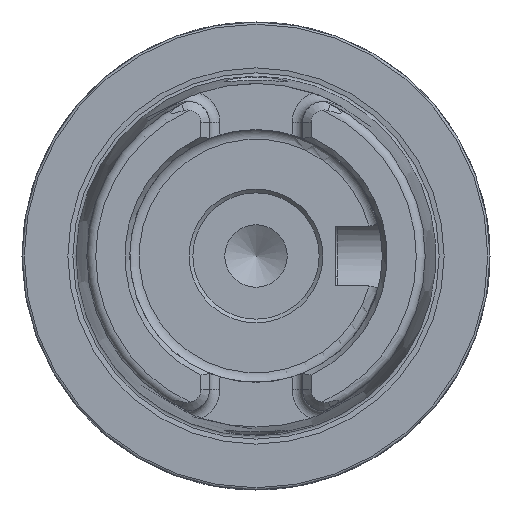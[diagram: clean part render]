
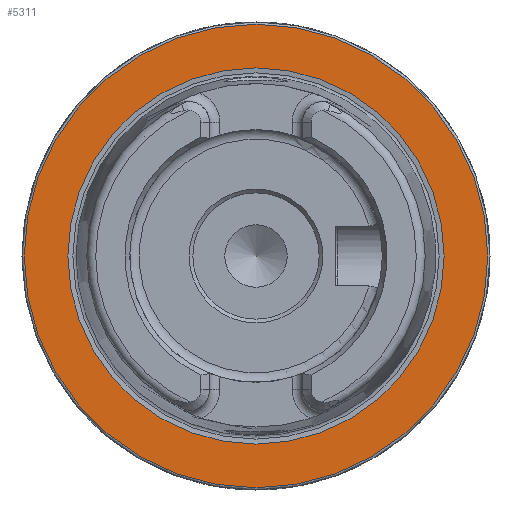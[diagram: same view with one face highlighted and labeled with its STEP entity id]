
A CAD part, left-side view. The second image highlights one B-rep face of the part: STEP entity #5311.
In plain terms, the highlighted planar face has unit normal (-1, 0, 0).
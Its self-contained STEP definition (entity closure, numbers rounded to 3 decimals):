
#272 = CARTESIAN_POINT ( 'NONE',  ( 0., 0., 0. ) ) ;
#1323 = FACE_OUTER_BOUND ( 'NONE', #5238, .T. ) ;
#2044 = CARTESIAN_POINT ( 'NONE',  ( 0., 0., 0. ) ) ;
#2146 = CARTESIAN_POINT ( 'NONE',  ( 0., 31.2, 0. ) ) ;
#2672 = FACE_BOUND ( 'NONE', #4214, .T. ) ;
#2713 = CARTESIAN_POINT ( 'NONE',  ( 0., 0., 25.324 ) ) ;
#2865 = ORIENTED_EDGE ( 'NONE', *, *, #9905, .F. ) ;
#2873 = DIRECTION ( 'NONE',  ( -1., 0., 0. ) ) ;
#3241 = CIRCLE ( 'NONE', #6802, 31.2 ) ;
#3513 = DIRECTION ( 'NONE',  ( 0., 0., 1. ) ) ;
#3616 = CARTESIAN_POINT ( 'NONE',  ( 0., 0., 31.2 ) ) ;
#3721 = DIRECTION ( 'NONE',  ( 1., 0., 0. ) ) ;
#4120 = VERTEX_POINT ( 'NONE', #2713 ) ;
#4214 = EDGE_LOOP ( 'NONE', ( #2865 ) ) ;
#4509 = CIRCLE ( 'NONE', #5917, 25.324 ) ;
#5238 = EDGE_LOOP ( 'NONE', ( #8261 ) ) ;
#5311 = ADVANCED_FACE ( 'NONE', ( #2672, #1323 ), #10130, .F. ) ;
#5917 = AXIS2_PLACEMENT_3D ( 'NONE', #2044, #2873, #6820 ) ;
#6802 = AXIS2_PLACEMENT_3D ( 'NONE', #272, #8214, #3513 ) ;
#6820 = DIRECTION ( 'NONE',  ( 0., 0., 1. ) ) ;
#7534 = EDGE_CURVE ( 'NONE', #7794, #7794, #3241, .T. ) ;
#7594 = AXIS2_PLACEMENT_3D ( 'NONE', #2146, #3721, #7611 ) ;
#7611 = DIRECTION ( 'NONE',  ( 0., 0., -1. ) ) ;
#7794 = VERTEX_POINT ( 'NONE', #3616 ) ;
#8214 = DIRECTION ( 'NONE',  ( -1., 0., 0. ) ) ;
#8261 = ORIENTED_EDGE ( 'NONE', *, *, #7534, .T. ) ;
#9905 = EDGE_CURVE ( 'NONE', #4120, #4120, #4509, .T. ) ;
#10130 = PLANE ( 'NONE',  #7594 ) ;
